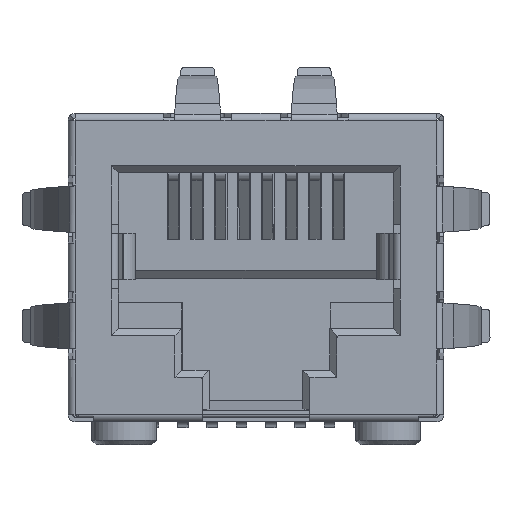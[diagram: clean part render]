
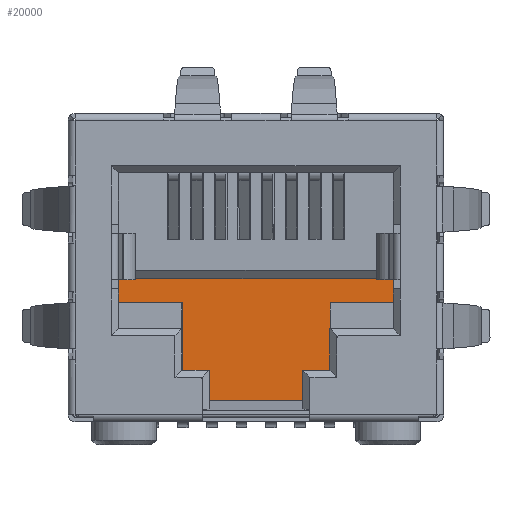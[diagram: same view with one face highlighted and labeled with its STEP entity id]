
A CAD part, front view. The second image highlights one B-rep face of the part: STEP entity #20000.
In plain terms, the highlighted planar face has unit normal (-0.001, -1, 0).
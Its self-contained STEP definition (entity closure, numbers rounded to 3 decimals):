
#810=PLANE('',#21135);
#5027=ORIENTED_EDGE('',*,*,#7216,.F.);
#5028=ORIENTED_EDGE('',*,*,#7357,.T.);
#5029=ORIENTED_EDGE('',*,*,#7228,.T.);
#5030=ORIENTED_EDGE('',*,*,#7358,.T.);
#5031=ORIENTED_EDGE('',*,*,#7354,.T.);
#5032=ORIENTED_EDGE('',*,*,#7359,.T.);
#5033=ORIENTED_EDGE('',*,*,#7360,.T.);
#5034=ORIENTED_EDGE('',*,*,#7361,.F.);
#5035=ORIENTED_EDGE('',*,*,#7362,.T.);
#5036=ORIENTED_EDGE('',*,*,#7363,.T.);
#7216=EDGE_CURVE('',#8621,#8622,#10004,.T.);
#7228=EDGE_CURVE('',#8632,#8631,#10016,.T.);
#7354=EDGE_CURVE('',#8701,#8702,#10110,.T.);
#7357=EDGE_CURVE('',#8621,#8632,#10113,.T.);
#7358=EDGE_CURVE('',#8631,#8701,#10114,.T.);
#7359=EDGE_CURVE('',#8702,#8703,#10115,.T.);
#7360=EDGE_CURVE('',#8703,#8704,#10116,.T.);
#7361=EDGE_CURVE('',#8705,#8704,#10117,.T.);
#7362=EDGE_CURVE('',#8705,#8706,#10118,.T.);
#7363=EDGE_CURVE('',#8706,#8622,#10119,.T.);
#8621=VERTEX_POINT('',#30177);
#8622=VERTEX_POINT('',#30179);
#8631=VERTEX_POINT('',#30202);
#8632=VERTEX_POINT('',#30204);
#8701=VERTEX_POINT('',#30457);
#8702=VERTEX_POINT('',#30458);
#8703=VERTEX_POINT('',#30465);
#8704=VERTEX_POINT('',#30467);
#8705=VERTEX_POINT('',#30469);
#8706=VERTEX_POINT('',#30471);
#10004=LINE('',#30178,#11472);
#10016=LINE('',#30203,#11484);
#10110=LINE('',#30456,#11578);
#10113=LINE('',#30462,#11581);
#10114=LINE('',#30463,#11582);
#10115=LINE('',#30464,#11583);
#10116=LINE('',#30466,#11584);
#10117=LINE('',#30468,#11585);
#10118=LINE('',#30470,#11586);
#10119=LINE('',#30472,#11587);
#11472=VECTOR('',#24421,1000.);
#11484=VECTOR('',#24439,1000.);
#11578=VECTOR('',#24713,1000.);
#11581=VECTOR('',#24718,1000.);
#11582=VECTOR('',#24719,1000.);
#11583=VECTOR('',#24720,1000.);
#11584=VECTOR('',#24721,1000.);
#11585=VECTOR('',#24722,1000.);
#11586=VECTOR('',#24723,1000.);
#11587=VECTOR('',#24724,1000.);
#12465=EDGE_LOOP('',(#5027,#5028,#5029,#5030,#5031,#5032,#5033,#5034,#5035,
#5036));
#13311=FACE_BOUND('',#12465,.T.);
#20000=ADVANCED_FACE('',(#13311),#810,.T.);
#21135=AXIS2_PLACEMENT_3D('',#30461,#24716,#24717);
#24421=DIRECTION('',(-1.,0.,0.));
#24439=DIRECTION('',(1.,0.,0.));
#24713=DIRECTION('',(1.,0.,0.));
#24716=DIRECTION('',(0.,-1.,0.));
#24717=DIRECTION('',(0.,0.,-1.));
#24718=DIRECTION('',(0.,0.,-1.));
#24719=DIRECTION('',(0.,0.,1.));
#24720=DIRECTION('',(0.,0.,1.));
#24721=DIRECTION('',(0.,0.,1.));
#24722=DIRECTION('',(1.,0.,0.));
#24723=DIRECTION('',(0.,0.,-1.));
#24724=DIRECTION('',(0.,0.,-1.));
#30177=CARTESIAN_POINT('',(-3.205,0.4,-1.525));
#30178=CARTESIAN_POINT('',(-5.95,0.4,-1.525));
#30179=CARTESIAN_POINT('',(-5.95,0.4,-1.525));
#30202=CARTESIAN_POINT('',(3.205,0.4,-5.775));
#30203=CARTESIAN_POINT('',(-2.025,0.4,-5.775));
#30204=CARTESIAN_POINT('',(-3.205,0.4,-5.775));
#30456=CARTESIAN_POINT('',(-5.95,0.4,-1.525));
#30457=CARTESIAN_POINT('',(3.205,0.4,-1.525));
#30458=CARTESIAN_POINT('',(5.95,0.4,-1.525));
#30461=CARTESIAN_POINT('',(-5.95,0.4,4.105));
#30462=CARTESIAN_POINT('',(-3.205,0.4,-2.645));
#30463=CARTESIAN_POINT('',(3.205,0.4,-4.445));
#30464=CARTESIAN_POINT('',(5.95,0.4,-2.645));
#30465=CARTESIAN_POINT('',(5.95,0.4,-0.925));
#30466=CARTESIAN_POINT('',(5.95,0.4,4.105));
#30467=CARTESIAN_POINT('',(5.95,0.4,-0.475));
#30468=CARTESIAN_POINT('',(-5.95,0.4,-0.475));
#30469=CARTESIAN_POINT('',(-5.95,0.4,-0.475));
#30470=CARTESIAN_POINT('',(-5.95,0.4,4.105));
#30471=CARTESIAN_POINT('',(-5.95,0.4,-0.925));
#30472=CARTESIAN_POINT('',(-5.95,0.4,4.105));
